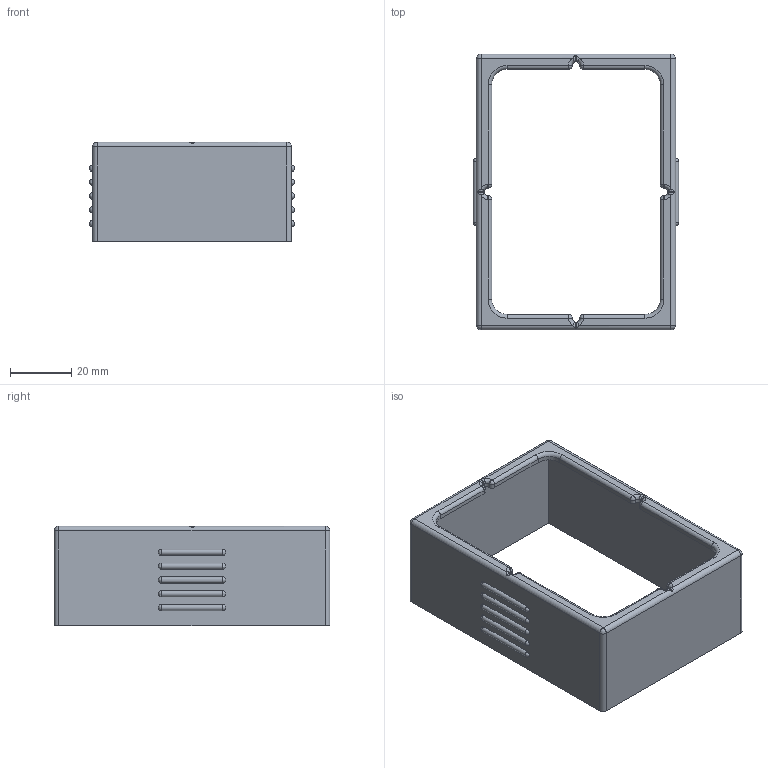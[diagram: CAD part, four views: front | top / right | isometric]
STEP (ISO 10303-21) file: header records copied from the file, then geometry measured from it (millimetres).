
FILE_DESCRIPTION(/* description */ (''),/* implementation_level */ '2;1');
FILE_NAME(/* name */ 'Stylish Belt Synth - Battery Doors - Outside Positive Walls.step',/* time_stamp */ '2020-02-02T22:02:24-08:00',/* author */ (''),/* organization */ (''),/* preprocessor_version */ 'ST-DEVELOPER v18',/* originating_system */ 'Autodesk Translation Framework v8.12.0.6',/* authorisation */ '');
FILE_SCHEMA (('AUTOMOTIVE_DESIGN { 1 0 10303 214 3 1 1 }'));
Length unit declared in the file: millimetre
Products named in the file (4): Stylish Belt Synth V4 Plastic Enclosure; Molds for Molds; Left Battery Door; Right Battery Door
Assembly tree (3 placements, depth 3):
  Stylish Belt Synth V4 Plastic Enclosure
    Molds for Molds
      Left Battery Door
      Right Battery Door
Bounding box: 67 x 90 x 32.5 mm (x, y, z)
Volume: 22713.7 mm3; surface area: 22050.9 mm2
Topology: 1 solids, 1 shells, 147 faces, 372 edges, 196 vertices
Faces by surface type: cylinder 58, plane 37, sphere 32, torus 12, bspline 8
Entity records: 4541 total; most frequent: CARTESIAN_POINT 1090, DIRECTION 764, ORIENTED_EDGE 664, EDGE_CURVE 332, AXIS2_PLACEMENT_3D 302, VERTEX_POINT 196, LINE 160, VECTOR 160
